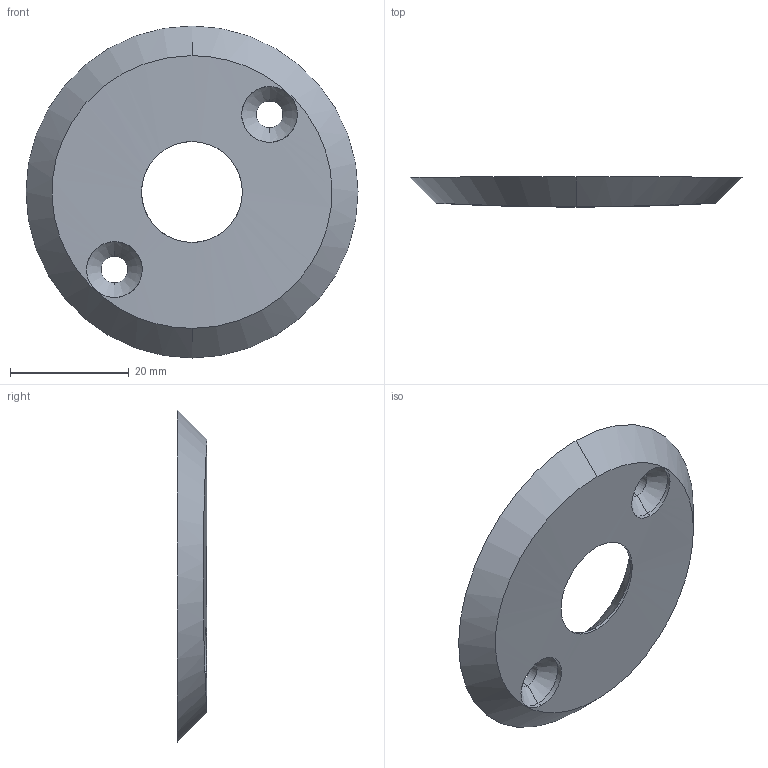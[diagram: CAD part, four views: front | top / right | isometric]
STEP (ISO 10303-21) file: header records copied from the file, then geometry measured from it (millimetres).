
FILE_DESCRIPTION (( 'STEP AP214' ), '1' );
FILE_NAME ('platine cheminée V1.3.STEP', '2020-05-20T09:57:36', ( '' ), ( '' ), 'SwSTEP 2.0', 'SolidWorks 2016', '' );
FILE_SCHEMA (( 'AUTOMOTIVE_DESIGN' ));
Length unit declared in the file: millimetre
Products named in the file (1): platine cheminée V1.3
Bounding box: 56 x 5 x 56 mm (x, y, z)
Volume: 7871.8 mm3; surface area: 5008.2 mm2
Topology: 1 solids, 1 shells, 20 faces, 44 edges, 26 vertices
Faces by surface type: cylinder 11, cone 8, plane 1
Entity records: 903 total; most frequent: CARTESIAN_POINT 418, DIRECTION 96, ORIENTED_EDGE 88, EDGE_CURVE 44, AXIS2_PLACEMENT_3D 39, VERTEX_POINT 26, EDGE_LOOP 26, FACE_OUTER_BOUND 20
